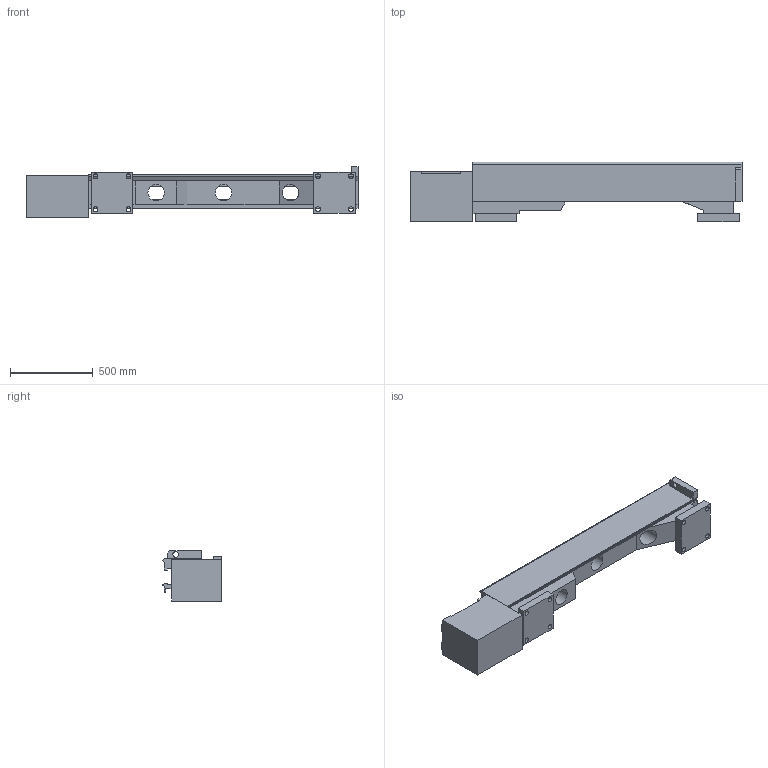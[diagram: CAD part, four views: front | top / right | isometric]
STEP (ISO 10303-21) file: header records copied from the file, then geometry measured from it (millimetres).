
FILE_DESCRIPTION(/* description */ ('STEP AP214'),/* implementation_level */ '2;1');
FILE_NAME(/* name */ 'BED.stp',/* time_stamp */ '2025-12-13T08:41:59-08:00',/* author */ ('admin'),/* organization */ (''),/* preprocessor_version */ 'ST-DEVELOPER v20.1',/* originating_system */ 'Autodesk Inventor 2026',/* authorisation */ '');
FILE_SCHEMA (('AUTOMOTIVE_DESIGN { 1 0 10303 214 3 1 1 }'));
Length unit declared in the file: inch
Products named in the file (1): lathe machine part 1
Bounding box: 2011 x 362.5 x 306.2 mm (x, y, z)
Volume: 92728753.6 mm3; surface area: 2814462.6 mm2
Topology: 1 solids, 1 shells, 114 faces, 311 edges, 201 vertices
Faces by surface type: plane 96, cylinder 18
Full cylindrical faces by diameter (mm): 21.469 x4, 30 x8, 34 x1, 100 x3
Entity records: 3644 total; most frequent: CARTESIAN_POINT 627, ORIENTED_EDGE 622, DIRECTION 580, EDGE_CURVE 311, LINE 272, VECTOR 272, VERTEX_POINT 201, AXIS2_PLACEMENT_3D 154
